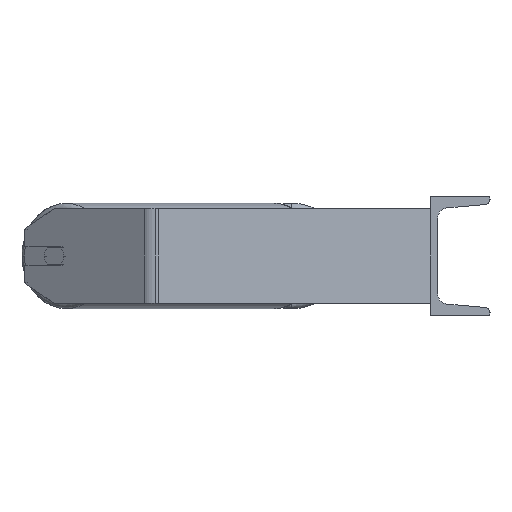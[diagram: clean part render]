
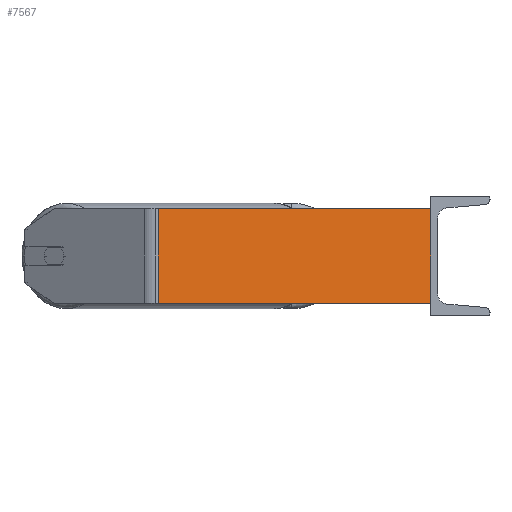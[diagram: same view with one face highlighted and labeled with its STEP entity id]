
A CAD part, left-side view. The second image highlights one B-rep face of the part: STEP entity #7567.
In plain terms, the highlighted planar face has unit normal (-0.985, -0.174, 0).
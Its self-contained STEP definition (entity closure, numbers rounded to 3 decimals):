
#99 = CARTESIAN_POINT ( 'NONE',  ( -525.481, 229.58, 40. ) ) ;
#1177 = DIRECTION ( 'NONE',  ( 0., 0., -1. ) ) ;
#1253 = ORIENTED_EDGE ( 'NONE', *, *, #7090, .F. ) ;
#1273 = VECTOR ( 'NONE', #6856, 1000. ) ;
#1300 = FACE_OUTER_BOUND ( 'NONE', #5791, .T. ) ;
#1326 = VECTOR ( 'NONE', #3627, 1000. ) ;
#1743 = DIRECTION ( 'NONE',  ( 0., 0., -1. ) ) ;
#1968 = EDGE_CURVE ( 'NONE', #5087, #9032, #5834, .T. ) ;
#2247 = CARTESIAN_POINT ( 'NONE',  ( -525.481, 229.58, -40. ) ) ;
#2479 = CARTESIAN_POINT ( 'NONE',  ( -525.481, 229.58, 40. ) ) ;
#2755 = DIRECTION ( 'NONE',  ( -0.174, 0.985, 0. ) ) ;
#3082 = VERTEX_POINT ( 'NONE', #5718 ) ;
#3627 = DIRECTION ( 'NONE',  ( 0.174, -0.985, 0. ) ) ;
#3780 = ORIENTED_EDGE ( 'NONE', *, *, #8548, .T. ) ;
#4685 = CARTESIAN_POINT ( 'NONE',  ( -485., 0., 40. ) ) ;
#4687 = VECTOR ( 'NONE', #1743, 1000. ) ;
#4815 = CARTESIAN_POINT ( 'NONE',  ( -526.632, 236.107, 40. ) ) ;
#4951 = AXIS2_PLACEMENT_3D ( 'NONE', #9042, #9080, #2755 ) ;
#5064 = CARTESIAN_POINT ( 'NONE',  ( -485., 0., -40. ) ) ;
#5087 = VERTEX_POINT ( 'NONE', #2247 ) ;
#5371 = LINE ( 'NONE', #4685, #7293 ) ;
#5518 = EDGE_CURVE ( 'NONE', #3082, #9032, #5371, .T. ) ;
#5718 = CARTESIAN_POINT ( 'NONE',  ( -485., 0., 40. ) ) ;
#5791 = EDGE_LOOP ( 'NONE', ( #8445, #7562, #1253, #3780 ) ) ;
#5834 = LINE ( 'NONE', #7972, #1326 ) ;
#5975 = LINE ( 'NONE', #2479, #4687 ) ;
#6227 = PLANE ( 'NONE',  #4951 ) ;
#6519 = VERTEX_POINT ( 'NONE', #99 ) ;
#6856 = DIRECTION ( 'NONE',  ( 0.174, -0.985, 0. ) ) ;
#7090 = EDGE_CURVE ( 'NONE', #6519, #3082, #7593, .T. ) ;
#7293 = VECTOR ( 'NONE', #1177, 1000. ) ;
#7562 = ORIENTED_EDGE ( 'NONE', *, *, #5518, .F. ) ;
#7567 = ADVANCED_FACE ( 'NONE', ( #1300 ), #6227, .F. ) ;
#7593 = LINE ( 'NONE', #4815, #1273 ) ;
#7972 = CARTESIAN_POINT ( 'NONE',  ( -526.632, 236.107, -40. ) ) ;
#8445 = ORIENTED_EDGE ( 'NONE', *, *, #1968, .T. ) ;
#8548 = EDGE_CURVE ( 'NONE', #6519, #5087, #5975, .T. ) ;
#9032 = VERTEX_POINT ( 'NONE', #5064 ) ;
#9042 = CARTESIAN_POINT ( 'NONE',  ( -526.632, 236.107, 40. ) ) ;
#9080 = DIRECTION ( 'NONE',  ( 0.985, 0.174, 0. ) ) ;
